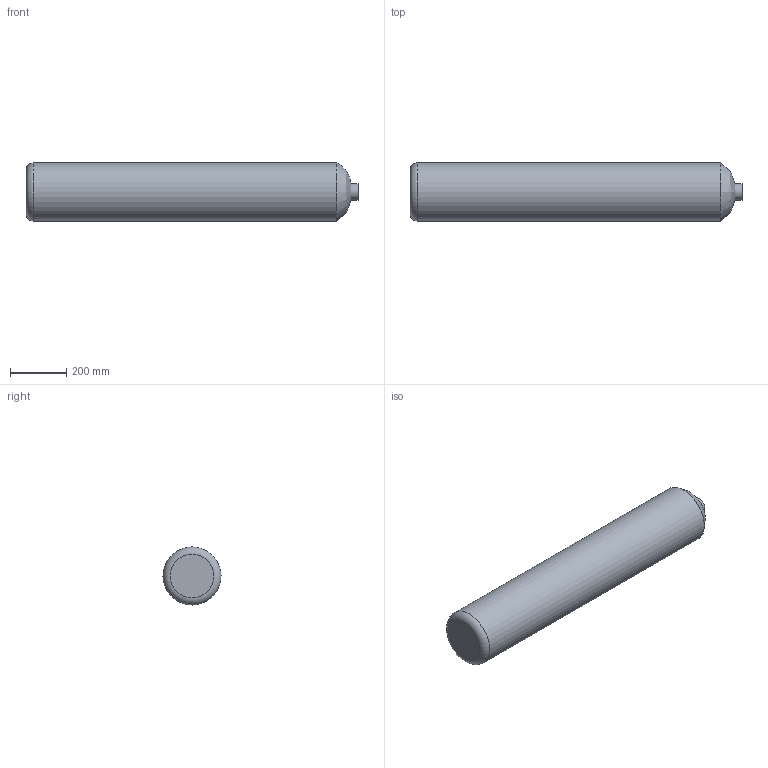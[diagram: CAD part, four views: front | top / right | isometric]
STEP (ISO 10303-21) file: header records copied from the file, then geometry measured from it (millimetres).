
FILE_DESCRIPTION(/* description */ (''),/* implementation_level */ '2;1');
FILE_NAME(/* name */ 'Luxfer_T188C_Estimate_ipt_3ef3d0e2.STEP',/* time_stamp */ '2018-02-13T23:11:20-05:00',/* author */ ('trk49'),/* organization */ (''),/* preprocessor_version */ 'ST-DEVELOPER v16.13',/* originating_system */ 'Autodesk Inventor 2018',/* authorisation */ '');
FILE_SCHEMA (('AUTOMOTIVE_DESIGN { 1 0 10303 214 3 1 1 }'));
Length unit declared in the file: inch
Products named in the file (1): Luxfer_T188C_Estimate
Bounding box: 1176.02 x 205.74 x 205.74 mm (x, y, z)
Volume: 37610467 mm3; surface area: 788405.8 mm2
Topology: 1 solids, 1 shells, 8 faces, 14 edges, 9 vertices
Faces by surface type: plane 3, cylinder 3, torus 1, bspline 1
Full cylindrical faces by diameter (mm): 33.338 x1, 58.738 x1, 205.74 x1
Entity records: 241 total; most frequent: CARTESIAN_POINT 56, DIRECTION 34, ORIENTED_EDGE 20, AXIS2_PLACEMENT_3D 17, EDGE_LOOP 13, EDGE_CURVE 10, CIRCLE 9, VERTEX_POINT 9
